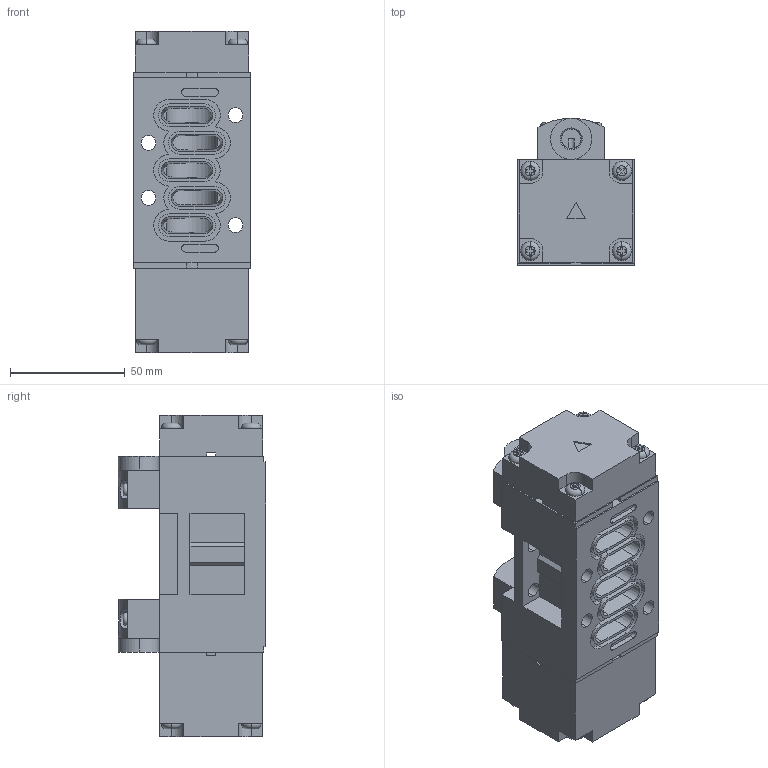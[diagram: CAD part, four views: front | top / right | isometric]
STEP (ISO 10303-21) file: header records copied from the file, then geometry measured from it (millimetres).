
FILE_DESCRIPTION (( 'STEP AP203' ), '1' );
FILE_NAME ('SIP533.STEP', '2013-01-30T00:39:42', ( '' ), ( '' ), 'SwSTEP 2.0', 'SolidWorks 2008', '' );
FILE_SCHEMA (( 'CONFIG_CONTROL_DESIGN' ));
Length unit declared in the file: millimetre
Products named in the file (11): SIP533; Body_ル遽; SEMI_ル遽; SemiPilot_ル遽; SemiPilotBolt(M4xL20)(8.4)_ル遽; 3TYPE_ル遽; BlockPilot_ル遽; BlockPilotBolt(M4xL39) (8.4)_ル遽; MASTER_ル遽; PneumaticPilot_ル遽; PneumaticPilotBoltM3xL16_ル遽
Assembly tree (18 placements, depth 3):
  SIP533
    Body_ル遽
    3TYPE_ル遽
      BlockPilotBolt(M4xL39) (8.4)_ル遽  x4
      BlockPilot_ル遽
    MASTER_ル遽  x2
      PneumaticPilot_ル遽
      PneumaticPilotBoltM3xL16_ル遽
    SEMI_ル遽
      SemiPilotBolt(M4xL20)(8.4)_ル遽  x4
      SemiPilot_ル遽
Bounding box: 51 x 64.24 x 140.5 mm (x, y, z)
Volume: 162755.5 mm3; surface area: 93200.4 mm2
Topology: 17 solids, 17 shells, 1014 faces, 2671 edges, 1756 vertices
Faces by surface type: plane 643, cylinder 262, cone 56, torus 44, bspline 9
Entity records: 25664 total; most frequent: CARTESIAN_POINT 5440, DIRECTION 3933, ORIENTED_EDGE 3930, EDGE_CURVE 1965, AXIS2_PLACEMENT_3D 1325, VERTEX_POINT 1294, VECTOR 1283, LINE 1283
